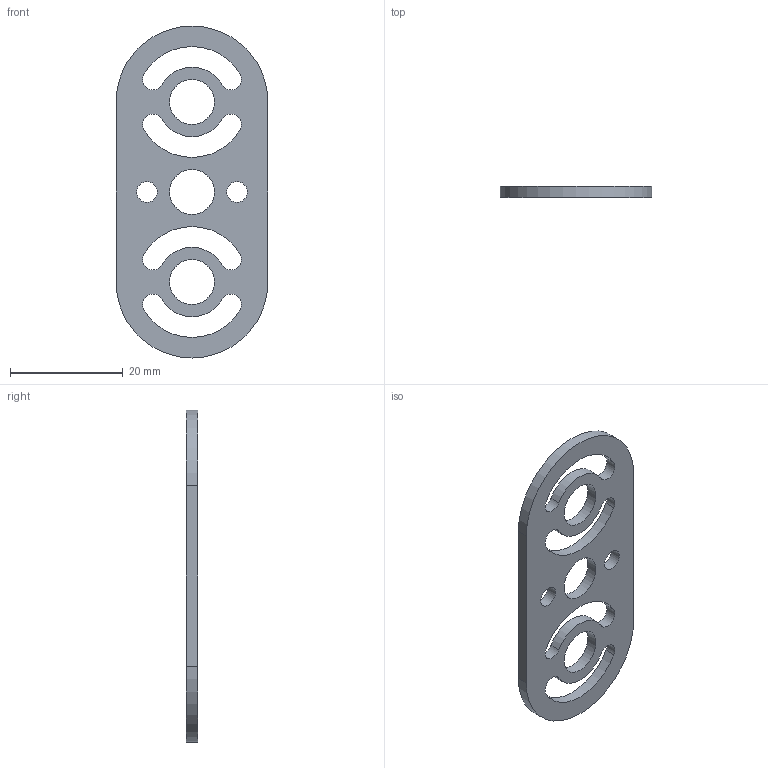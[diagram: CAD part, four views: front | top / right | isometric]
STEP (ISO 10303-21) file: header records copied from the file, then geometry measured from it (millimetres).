
FILE_DESCRIPTION(/* description */ (''),/* implementation_level */ '2;1');
FILE_NAME(/* name */ '41791_TXM-Adjustable Angle Flat Bracket v1.step',/* time_stamp */ '2020-10-25T13:55:35-04:00',/* author */ (''),/* organization */ (''),/* preprocessor_version */ 'ST-DEVELOPER v18.1',/* originating_system */ 'Autodesk Translation Framework v9.3.0.1241',/* authorisation */ '');
FILE_SCHEMA (('AUTOMOTIVE_DESIGN { 1 0 10303 214 3 1 1 }'));
Length unit declared in the file: millimetre
Products named in the file (1): 41791_TXM-Adjustable Angle Flat Bracket
Bounding box: 27 x 2 x 59 mm (x, y, z)
Volume: 1946.5 mm3; surface area: 2802.6 mm2
Topology: 1 solids, 1 shells, 27 faces, 75 edges, 50 vertices
Faces by surface type: cylinder 23, plane 4
Full cylindrical faces by diameter (mm): 3.7 x2, 8 x3
Entity records: 971 total; most frequent: DIRECTION 177, CARTESIAN_POINT 153, ORIENTED_EDGE 150, EDGE_CURVE 75, AXIS2_PLACEMENT_3D 74, VERTEX_POINT 50, CIRCLE 46, EDGE_LOOP 45
